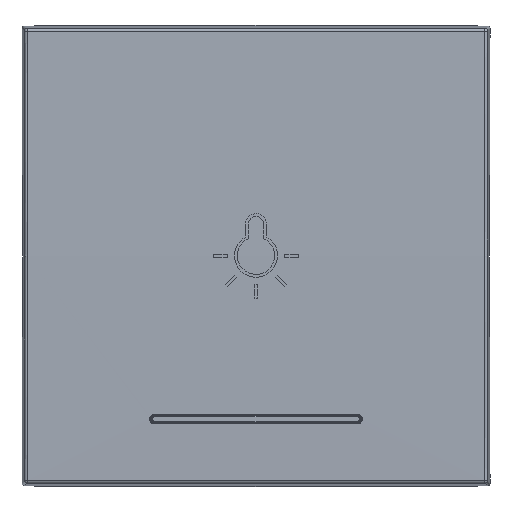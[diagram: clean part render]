
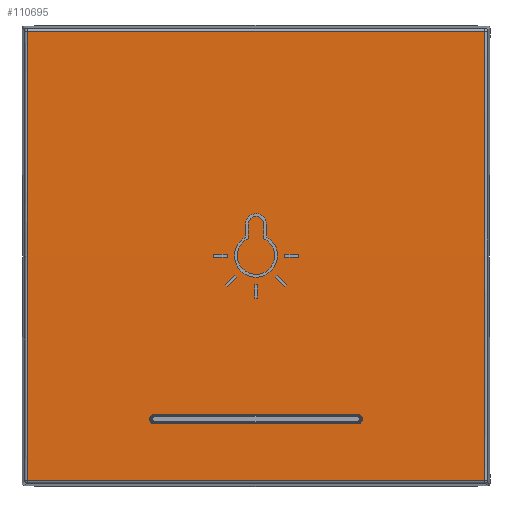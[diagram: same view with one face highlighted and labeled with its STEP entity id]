
A CAD part, top view. The second image highlights one B-rep face of the part: STEP entity #110695.
In plain terms, the highlighted cylindrical face has radius 1600 mm (diameter 3200 mm), a partial arc.
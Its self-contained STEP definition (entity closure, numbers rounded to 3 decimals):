
#87212=CARTESIAN_POINT('',(-27.202,7.71,
26.707));
#87213=CARTESIAN_POINT('',(-27.2,7.77,
23.124));
#87214=CARTESIAN_POINT('',(-27.196,7.864,
16.006));
#87215=CARTESIAN_POINT('',(-27.193,7.934,
5.746));
#87216=CARTESIAN_POINT('',(-27.193,7.938,
-4.91));
#87217=CARTESIAN_POINT('',(-27.196,7.867,
-15.784));
#87218=CARTESIAN_POINT('',(-27.2,7.771,
-23.056));
#87219=CARTESIAN_POINT('',(-27.202,7.71,
-26.707));
#87221=DIRECTION('',(1.,0.,0.));
#87222=VECTOR('',#87221,54.405);
#87223=CARTESIAN_POINT('',(-27.202,7.71,
-26.707));
#87224=LINE('22880',#87223,#87222);
#87225=CARTESIAN_POINT('',(27.202,7.71,
-26.707));
#87226=CARTESIAN_POINT('',(27.2,7.77,
-23.124));
#87227=CARTESIAN_POINT('',(27.196,7.864,
-16.006));
#87228=CARTESIAN_POINT('',(27.193,7.934,
-5.745));
#87229=CARTESIAN_POINT('',(27.193,7.938,4.91));
#87230=CARTESIAN_POINT('',(27.196,7.867,15.784));
#87231=CARTESIAN_POINT('',(27.2,7.771,23.056));
#87232=CARTESIAN_POINT('',(27.202,7.71,26.707));
#87234=DIRECTION('',(-1.,0.,0.));
#87235=VECTOR('',#87234,54.405);
#87236=CARTESIAN_POINT('',(27.202,7.71,26.707));
#87237=LINE('22886',#87236,#87235);
#87238=CARTESIAN_POINT('',(-12.1,7.809,19.947));
#87239=CARTESIAN_POINT('',(-12.123,7.809,
19.947));
#87240=CARTESIAN_POINT('',(-12.168,7.809,
19.944));
#87241=CARTESIAN_POINT('',(-12.236,7.809,
19.932));
#87242=CARTESIAN_POINT('',(-12.302,7.809,
19.91));
#87243=CARTESIAN_POINT('',(-12.364,7.809,
19.881));
#87244=CARTESIAN_POINT('',(-12.422,7.81,
19.844));
#87245=CARTESIAN_POINT('',(-12.475,7.81,
19.8));
#87246=CARTESIAN_POINT('',(-12.522,7.811,
19.75));
#87247=CARTESIAN_POINT('',(-12.562,7.812,
19.695));
#87248=CARTESIAN_POINT('',(-12.596,7.812,
19.634));
#87249=CARTESIAN_POINT('',(-12.621,7.813,
19.571));
#87250=CARTESIAN_POINT('',(-12.638,7.814,
19.504));
#87251=CARTESIAN_POINT('',(-12.647,7.815,
19.436));
#87252=CARTESIAN_POINT('',(-12.647,7.816,
19.367));
#87253=CARTESIAN_POINT('',(-12.638,7.817,
19.299));
#87254=CARTESIAN_POINT('',(-12.621,7.817,
19.232));
#87255=CARTESIAN_POINT('',(-12.596,7.818,
19.168));
#87256=CARTESIAN_POINT('',(-12.563,7.819,
19.108));
#87257=CARTESIAN_POINT('',(-12.523,7.819,
19.052));
#87258=CARTESIAN_POINT('',(-12.476,7.82,
19.002));
#87259=CARTESIAN_POINT('',(-12.423,7.821,
18.958));
#87260=CARTESIAN_POINT('',(-12.365,7.821,
18.921));
#87261=CARTESIAN_POINT('',(-12.302,7.821,
18.892));
#87262=CARTESIAN_POINT('',(-12.237,7.822,
18.87));
#87263=CARTESIAN_POINT('',(-12.169,7.822,
18.857));
#87264=CARTESIAN_POINT('',(-12.123,7.822,
18.854));
#87265=CARTESIAN_POINT('',(-12.1,7.822,18.854));
#87267=DIRECTION('',(-1.,0.,0.));
#87268=VECTOR('',#87267,24.2);
#87269=CARTESIAN_POINT('',(12.1,7.809,19.947));
#87270=LINE('22921',#87269,#87268);
#87271=CARTESIAN_POINT('',(12.1,7.822,18.854));
#87272=CARTESIAN_POINT('',(12.123,7.822,18.854));
#87273=CARTESIAN_POINT('',(12.168,7.822,18.857));
#87274=CARTESIAN_POINT('',(12.236,7.822,18.87));
#87275=CARTESIAN_POINT('',(12.302,7.821,18.891));
#87276=CARTESIAN_POINT('',(12.364,7.821,18.921));
#87277=CARTESIAN_POINT('',(12.422,7.821,18.958));
#87278=CARTESIAN_POINT('',(12.475,7.82,19.001));
#87279=CARTESIAN_POINT('',(12.522,7.819,19.051));
#87280=CARTESIAN_POINT('',(12.562,7.819,19.107));
#87281=CARTESIAN_POINT('',(12.596,7.818,19.167));
#87282=CARTESIAN_POINT('',(12.621,7.817,19.231));
#87283=CARTESIAN_POINT('',(12.638,7.817,19.298));
#87284=CARTESIAN_POINT('',(12.647,7.816,19.366));
#87285=CARTESIAN_POINT('',(12.647,7.815,19.435));
#87286=CARTESIAN_POINT('',(12.638,7.814,19.503));
#87287=CARTESIAN_POINT('',(12.621,7.813,19.57));
#87288=CARTESIAN_POINT('',(12.596,7.812,19.633));
#87289=CARTESIAN_POINT('',(12.563,7.812,19.694));
#87290=CARTESIAN_POINT('',(12.523,7.811,19.75));
#87291=CARTESIAN_POINT('',(12.476,7.81,19.8));
#87292=CARTESIAN_POINT('',(12.423,7.81,19.843));
#87293=CARTESIAN_POINT('',(12.365,7.809,19.881));
#87294=CARTESIAN_POINT('',(12.302,7.809,19.91));
#87295=CARTESIAN_POINT('',(12.237,7.809,19.931));
#87296=CARTESIAN_POINT('',(12.169,7.809,19.944));
#87297=CARTESIAN_POINT('',(12.123,7.809,19.947));
#87298=CARTESIAN_POINT('',(12.1,7.809,19.947));
#87300=DIRECTION('',(1.,0.,0.));
#87301=VECTOR('',#87300,24.2);
#87302=CARTESIAN_POINT('',(-12.1,7.822,18.854));
#87303=LINE('22917',#87302,#87301);
#104308=VERTEX_POINT('',#87212);
#104309=VERTEX_POINT('',#87219);
#104310=CARTESIAN_POINT('',(27.202,7.71,
-26.707));
#104311=VERTEX_POINT('',#104310);
#104312=VERTEX_POINT('',#87232);
#104313=VERTEX_POINT('',#87238);
#104314=VERTEX_POINT('',#87265);
#104315=CARTESIAN_POINT('',(12.1,7.822,18.854));
#104316=VERTEX_POINT('',#104315);
#104317=VERTEX_POINT('',#87298);
#110671=CARTESIAN_POINT('',(-27.8,-1592.067,0.));
#110672=DIRECTION('',(1.,0.,0.));
#110673=DIRECTION('',(0.,0.,-1.));
#110674=AXIS2_PLACEMENT_3D('',#110671,#110672,#110673);
#110675=CYLINDRICAL_SURFACE('22866',#110674,1600.);
#110677=ORIENTED_EDGE('22877',*,*,#110676,.T.);
#110679=ORIENTED_EDGE('22880',*,*,#110678,.T.);
#110681=ORIENTED_EDGE('22883',*,*,#110680,.T.);
#110683=ORIENTED_EDGE('22886',*,*,#110682,.T.);
#110684=EDGE_LOOP('22866',(#110677,#110679,#110681,#110683));
#110685=FACE_OUTER_BOUND('22866',#110684,.F.);
#110687=ORIENTED_EDGE('22915',*,*,#110686,.F.);
#110689=ORIENTED_EDGE('22921',*,*,#110688,.F.);
#110691=ORIENTED_EDGE('22919',*,*,#110690,.F.);
#110692=ORIENTED_EDGE('22917',*,*,#110661,.F.);
#110693=EDGE_LOOP('22866',(#110687,#110689,#110691,#110692));
#110694=FACE_BOUND('22866',#110693,.F.);
#87220=B_SPLINE_CURVE_WITH_KNOTS('22877',3,(#87212,#87213,#87214,#87215,#87216,
#87217,#87218,#87219),.UNSPECIFIED.,.F.,.F.,(4,1,1,1,1,4),(0.,0.2,0.4,
0.6,0.8,1.),.UNSPECIFIED.);
#87233=B_SPLINE_CURVE_WITH_KNOTS('22883',3,(#87225,#87226,#87227,#87228,#87229,
#87230,#87231,#87232),.UNSPECIFIED.,.F.,.F.,(4,1,1,1,1,4),(0.,0.2,0.4,
0.6,0.8,1.),.UNSPECIFIED.);
#87266=B_SPLINE_CURVE_WITH_KNOTS('22915',3,(#87238,#87239,#87240,#87241,#87242,
#87243,#87244,#87245,#87246,#87247,#87248,#87249,#87250,#87251,#87252,#87253,
#87254,#87255,#87256,#87257,#87258,#87259,#87260,#87261,#87262,#87263,#87264,
#87265),.UNSPECIFIED.,.F.,.F.,(4,1,1,1,1,1,1,1,1,1,1,1,1,1,1,1,1,1,1,1,1,1,1,1,
1,4),(0.,0.04,0.08,0.12,0.16,0.2,0.24,0.28,0.32,0.36,0.4,
0.44,0.48,0.52,0.56,0.6,0.64,0.68,0.72,0.76,0.8,0.84,
0.88,0.92,0.96,1.),.UNSPECIFIED.);
#87299=B_SPLINE_CURVE_WITH_KNOTS('22919',3,(#87271,#87272,#87273,#87274,#87275,
#87276,#87277,#87278,#87279,#87280,#87281,#87282,#87283,#87284,#87285,#87286,
#87287,#87288,#87289,#87290,#87291,#87292,#87293,#87294,#87295,#87296,#87297,
#87298),.UNSPECIFIED.,.F.,.F.,(4,1,1,1,1,1,1,1,1,1,1,1,1,1,1,1,1,1,1,1,1,1,1,1,
1,4),(0.,0.04,0.08,0.12,0.16,0.2,0.24,0.28,0.32,0.36,0.4,
0.44,0.48,0.52,0.56,0.6,0.64,0.68,0.72,0.76,0.8,0.84,
0.88,0.92,0.96,1.),.UNSPECIFIED.);
#110661=EDGE_CURVE('22917',#104314,#104316,#87303,.T.);
#110676=EDGE_CURVE('22877',#104308,#104309,#87220,.T.);
#110678=EDGE_CURVE('22880',#104309,#104311,#87224,.T.);
#110680=EDGE_CURVE('22883',#104311,#104312,#87233,.T.);
#110682=EDGE_CURVE('22886',#104312,#104308,#87237,.T.);
#110686=EDGE_CURVE('22915',#104313,#104314,#87266,.T.);
#110688=EDGE_CURVE('22921',#104317,#104313,#87270,.T.);
#110690=EDGE_CURVE('22919',#104316,#104317,#87299,.T.);
#110695=ADVANCED_FACE('22866',(#110685,#110694),#110675,.T.);
